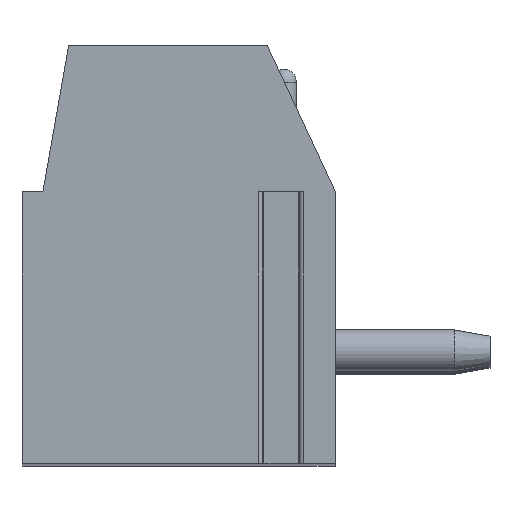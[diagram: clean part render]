
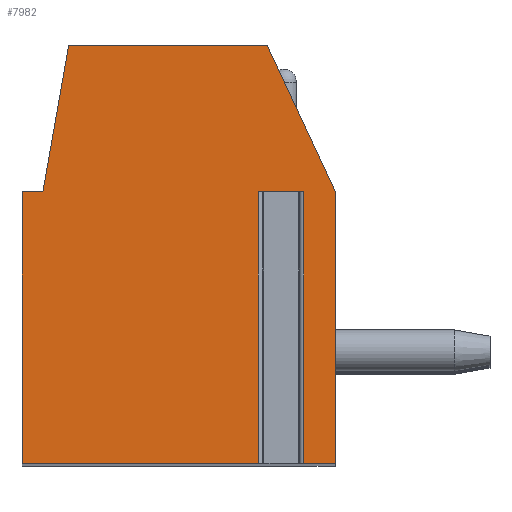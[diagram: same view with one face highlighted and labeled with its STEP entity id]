
A CAD part, top view. The second image highlights one B-rep face of the part: STEP entity #7982.
In plain terms, the highlighted planar face has unit normal (0, 0, 1).
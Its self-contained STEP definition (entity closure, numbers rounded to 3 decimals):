
#13=DIRECTION('',(-1.,0.,0.));
#14=VECTOR('',#13,1.097);
#15=CARTESIAN_POINT('',(2.998,1.5,38.1));
#16=LINE('',#15,#14);
#17=DIRECTION('',(0.,-1.,0.));
#18=VECTOR('',#17,6.5);
#19=CARTESIAN_POINT('',(1.902,1.5,38.1));
#20=LINE('',#19,#18);
#21=DIRECTION('',(1.,0.,0.));
#22=VECTOR('',#21,5.652);
#23=CARTESIAN_POINT('',(-3.75,-5.,38.1));
#24=LINE('',#23,#22);
#25=DIRECTION('',(0.,-1.,0.));
#26=VECTOR('',#25,6.5);
#27=CARTESIAN_POINT('',(-3.75,1.5,38.1));
#28=LINE('',#27,#26);
#29=DIRECTION('',(-1.,0.,0.));
#30=VECTOR('',#29,0.5);
#31=CARTESIAN_POINT('',(-3.25,1.5,38.1));
#32=LINE('',#31,#30);
#33=DIRECTION('',(-0.174,-0.985,0.));
#34=VECTOR('',#33,3.554);
#35=CARTESIAN_POINT('',(-2.633,5.,38.1));
#36=LINE('',#35,#34);
#37=DIRECTION('',(-1.,0.,0.));
#38=VECTOR('',#37,4.751);
#39=CARTESIAN_POINT('',(2.118,5.,38.1));
#40=LINE('',#39,#38);
#41=DIRECTION('',(-0.423,0.906,0.));
#42=VECTOR('',#41,3.862);
#43=CARTESIAN_POINT('',(3.75,1.5,38.1));
#44=LINE('',#43,#42);
#45=DIRECTION('',(0.,1.,0.));
#46=VECTOR('',#45,6.5);
#47=CARTESIAN_POINT('',(3.75,-5.,38.1));
#48=LINE('',#47,#46);
#49=DIRECTION('',(1.,0.,0.));
#50=VECTOR('',#49,0.752);
#51=CARTESIAN_POINT('',(2.998,-5.,38.1));
#52=LINE('',#51,#50);
#53=DIRECTION('',(0.,-1.,0.));
#54=VECTOR('',#53,6.5);
#55=CARTESIAN_POINT('',(2.998,1.5,38.1));
#56=LINE('',#55,#54);
#6341=CARTESIAN_POINT('',(-2.633,5.,38.1));
#6342=CARTESIAN_POINT('',(-3.25,1.5,38.1));
#6343=VERTEX_POINT('',#6341);
#6344=VERTEX_POINT('',#6342);
#6345=CARTESIAN_POINT('',(-3.75,1.5,38.1));
#6346=VERTEX_POINT('',#6345);
#6347=CARTESIAN_POINT('',(-3.75,-5.,38.1));
#6348=VERTEX_POINT('',#6347);
#6349=CARTESIAN_POINT('',(3.75,-5.,38.1));
#6350=CARTESIAN_POINT('',(3.75,1.5,38.1));
#6351=VERTEX_POINT('',#6349);
#6352=VERTEX_POINT('',#6350);
#6353=CARTESIAN_POINT('',(2.118,5.,38.1));
#6354=VERTEX_POINT('',#6353);
#6413=CARTESIAN_POINT('',(2.998,1.5,38.1));
#6414=CARTESIAN_POINT('',(1.902,1.5,38.1));
#6415=VERTEX_POINT('',#6413);
#6416=VERTEX_POINT('',#6414);
#6417=CARTESIAN_POINT('',(1.902,-5.,38.1));
#6418=VERTEX_POINT('',#6417);
#6419=CARTESIAN_POINT('',(2.998,-5.,38.1));
#6420=VERTEX_POINT('',#6419);
#7953=CARTESIAN_POINT('',(0.,0.,38.1));
#7954=DIRECTION('',(0.,0.,1.));
#7955=DIRECTION('',(1.,0.,0.));
#7956=AXIS2_PLACEMENT_3D('',#7953,#7954,#7955);
#7957=PLANE('',#7956);
#7959=ORIENTED_EDGE('',*,*,#7958,.T.);
#7961=ORIENTED_EDGE('',*,*,#7960,.T.);
#7963=ORIENTED_EDGE('',*,*,#7962,.F.);
#7965=ORIENTED_EDGE('',*,*,#7964,.F.);
#7967=ORIENTED_EDGE('',*,*,#7966,.F.);
#7969=ORIENTED_EDGE('',*,*,#7968,.F.);
#7971=ORIENTED_EDGE('',*,*,#7970,.F.);
#7973=ORIENTED_EDGE('',*,*,#7972,.F.);
#7975=ORIENTED_EDGE('',*,*,#7974,.F.);
#7977=ORIENTED_EDGE('',*,*,#7976,.F.);
#7979=ORIENTED_EDGE('',*,*,#7978,.F.);
#7980=EDGE_LOOP('',(#7959,#7961,#7963,#7965,#7967,#7969,#7971,#7973,#7975,#7977,
#7979));
#7981=FACE_OUTER_BOUND('',#7980,.F.);
#7958=EDGE_CURVE('',#6415,#6416,#16,.T.);
#7960=EDGE_CURVE('',#6416,#6418,#20,.T.);
#7962=EDGE_CURVE('',#6348,#6418,#24,.T.);
#7964=EDGE_CURVE('',#6346,#6348,#28,.T.);
#7966=EDGE_CURVE('',#6344,#6346,#32,.T.);
#7968=EDGE_CURVE('',#6343,#6344,#36,.T.);
#7970=EDGE_CURVE('',#6354,#6343,#40,.T.);
#7972=EDGE_CURVE('',#6352,#6354,#44,.T.);
#7974=EDGE_CURVE('',#6351,#6352,#48,.T.);
#7976=EDGE_CURVE('',#6420,#6351,#52,.T.);
#7978=EDGE_CURVE('',#6415,#6420,#56,.T.);
#7982=ADVANCED_FACE('',(#7981),#7957,.T.);
